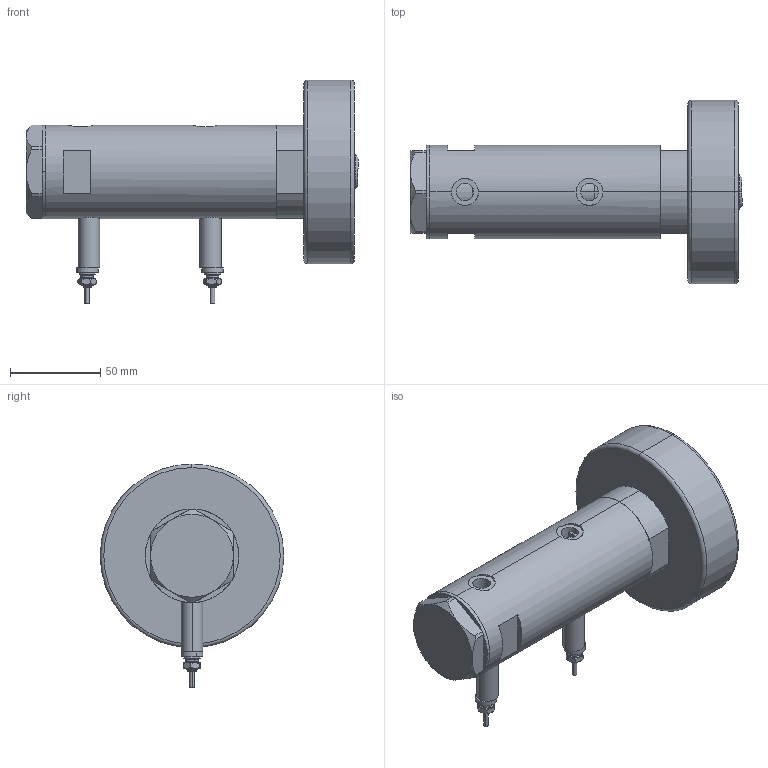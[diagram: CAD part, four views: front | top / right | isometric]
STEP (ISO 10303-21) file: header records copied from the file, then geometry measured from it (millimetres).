
FILE_DESCRIPTION (( 'STEP AP203' ), '1' );
FILE_NAME ('cb20.STEP', '2024-02-12T03:29:02', ( '' ), ( '' ), 'SwSTEP 2.0', 'SolidWorks 2019', '' );
FILE_SCHEMA (( 'CONFIG_CONTROL_DESIGN' ));
Length unit declared in the file: millimetre
Products named in the file (7): V270CG_MIDDLE 64e62edb0ecbec92560d7cd3ced30ef6; V270CG_271C 64e62edb0ecbec92560d7cd3ced30ef6; Switch 64e62edb0ecbec92560d7cd3ced30ef6; V270CG_FRONT 64e62edb0ecbec92560d7cd3ced30ef6; V270CG_VC 64e62edb0ecbec92560d7cd3ced30ef6; cb20; V270CG_BACK 64e62edb0ecbec92560d7cd3ced30ef6
Assembly tree (7 placements, depth 2):
  cb20
    V270CG_MIDDLE 64e62edb0ecbec92560d7cd3ced30ef6
    V270CG_BACK 64e62edb0ecbec92560d7cd3ced30ef6
    V270CG_FRONT 64e62edb0ecbec92560d7cd3ced30ef6
    V270CG_VC 64e62edb0ecbec92560d7cd3ced30ef6
    V270CG_271C 64e62edb0ecbec92560d7cd3ced30ef6
    Switch 64e62edb0ecbec92560d7cd3ced30ef6  x2
Bounding box: 184.4 x 102 x 124.4 mm (x, y, z)
Volume: 533999.1 mm3; surface area: 105679.7 mm2
Topology: 7 solids, 7 shells, 236 faces, 515 edges, 311 vertices
Faces by surface type: plane 95, cylinder 73, cone 40, torus 28
Entity records: 6680 total; most frequent: CARTESIAN_POINT 1666, DIRECTION 959, ORIENTED_EDGE 838, EDGE_CURVE 419, AXIS2_PLACEMENT_3D 404, VERTEX_POINT 255, EDGE_LOOP 214, CIRCLE 204
